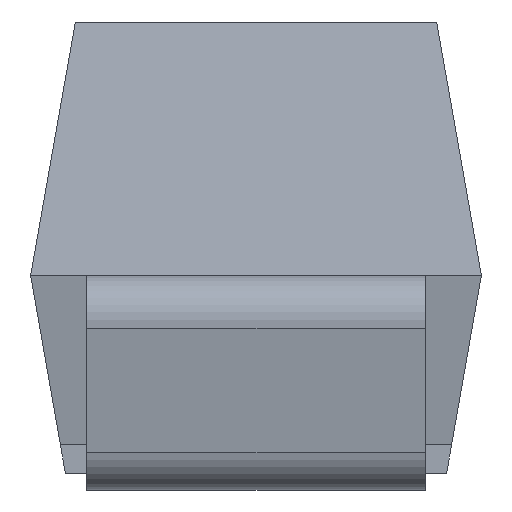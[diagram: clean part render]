
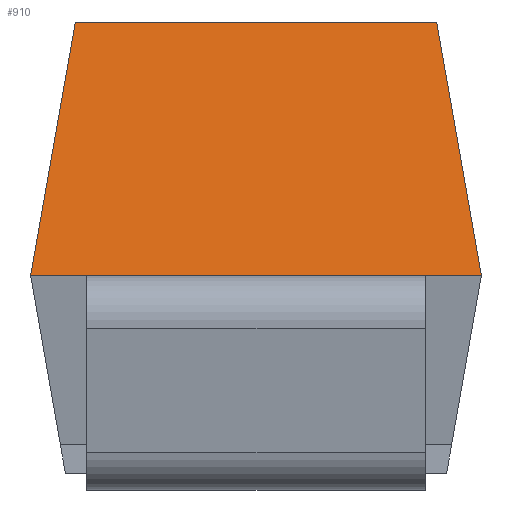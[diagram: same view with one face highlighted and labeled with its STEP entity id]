
A CAD part, left-side view. The second image highlights one B-rep face of the part: STEP entity #910.
In plain terms, the highlighted planar face has unit normal (-0.985, 0, 0.174).
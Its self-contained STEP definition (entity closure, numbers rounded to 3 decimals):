
#4 = VECTOR ( 'NONE', #724, 1000. ) ;
#39 = CARTESIAN_POINT ( 'NONE',  ( -1.506, -0.706, 1.281 ) ) ;
#64 = CARTESIAN_POINT ( 'NONE',  ( -1.6, 0.8, 0.75 ) ) ;
#69 = ORIENTED_EDGE ( 'NONE', *, *, #689, .T. ) ;
#75 = LINE ( 'NONE', #39, #539 ) ;
#132 = DIRECTION ( 'NONE',  ( 0., -1., 0. ) ) ;
#216 = VERTEX_POINT ( 'NONE', #1240 ) ;
#244 = VERTEX_POINT ( 'NONE', #64 ) ;
#268 = DIRECTION ( 'NONE',  ( 0.174, 0., 0.985 ) ) ;
#280 = EDGE_LOOP ( 'NONE', ( #69, #860, #1257, #1282 ) ) ;
#303 = PLANE ( 'NONE',  #1117 ) ;
#324 = CARTESIAN_POINT ( 'NONE',  ( -1.6, 0.8, 0.75 ) ) ;
#348 = CARTESIAN_POINT ( 'NONE',  ( -1.441, 0.641, 1.65 ) ) ;
#404 = DIRECTION ( 'NONE',  ( -0.985, 0., 0.174 ) ) ;
#417 = CARTESIAN_POINT ( 'NONE',  ( -1.6, -0.8, 0.75 ) ) ;
#539 = VECTOR ( 'NONE', #640, 1000. ) ;
#562 = FACE_OUTER_BOUND ( 'NONE', #280, .T. ) ;
#564 = DIRECTION ( 'NONE',  ( 0., -1., 0. ) ) ;
#583 = EDGE_CURVE ( 'NONE', #216, #889, #75, .T. ) ;
#640 = DIRECTION ( 'NONE',  ( -0.171, -0.171, -0.97 ) ) ;
#689 = EDGE_CURVE ( 'NONE', #244, #889, #755, .T. ) ;
#724 = DIRECTION ( 'NONE',  ( -0.171, 0.171, -0.97 ) ) ;
#737 = EDGE_CURVE ( 'NONE', #1089, #244, #1037, .T. ) ;
#755 = LINE ( 'NONE', #1025, #1116 ) ;
#860 = ORIENTED_EDGE ( 'NONE', *, *, #583, .F. ) ;
#864 = VECTOR ( 'NONE', #132, 1000. ) ;
#889 = VERTEX_POINT ( 'NONE', #417 ) ;
#910 = ADVANCED_FACE ( 'NONE', ( #562 ), #303, .T. ) ;
#982 = CARTESIAN_POINT ( 'NONE',  ( -1.6, 0.8, 0.75 ) ) ;
#1025 = CARTESIAN_POINT ( 'NONE',  ( -1.6, 0.8, 0.75 ) ) ;
#1037 = LINE ( 'NONE', #982, #4 ) ;
#1057 = CARTESIAN_POINT ( 'NONE',  ( -1.441, -0.8, 1.65 ) ) ;
#1089 = VERTEX_POINT ( 'NONE', #348 ) ;
#1116 = VECTOR ( 'NONE', #564, 1000. ) ;
#1117 = AXIS2_PLACEMENT_3D ( 'NONE', #324, #404, #268 ) ;
#1175 = LINE ( 'NONE', #1057, #864 ) ;
#1229 = EDGE_CURVE ( 'NONE', #1089, #216, #1175, .T. ) ;
#1240 = CARTESIAN_POINT ( 'NONE',  ( -1.441, -0.641, 1.65 ) ) ;
#1257 = ORIENTED_EDGE ( 'NONE', *, *, #1229, .F. ) ;
#1282 = ORIENTED_EDGE ( 'NONE', *, *, #737, .T. ) ;
